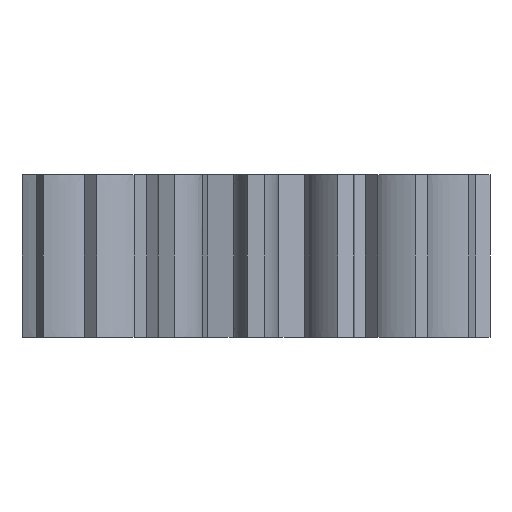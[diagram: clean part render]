
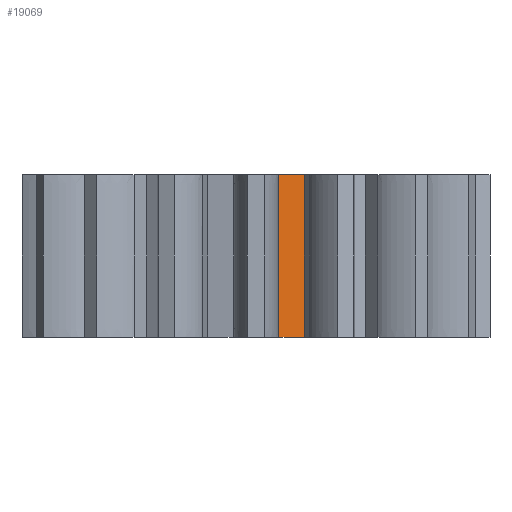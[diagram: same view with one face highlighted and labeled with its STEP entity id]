
A CAD part, front view. The second image highlights one B-rep face of the part: STEP entity #19069.
In plain terms, the highlighted face is a extrusion surface.
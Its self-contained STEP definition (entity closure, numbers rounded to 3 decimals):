
#93 = PLANE('',#94);
#94 = AXIS2_PLACEMENT_3D('',#95,#96,#97);
#95 = CARTESIAN_POINT('',(0.,0.,6.25));
#96 = DIRECTION('',(0.,0.,1.));
#97 = DIRECTION('',(1.,0.,0.));
#168 = PLANE('',#169);
#169 = AXIS2_PLACEMENT_3D('',#170,#171,#172);
#170 = CARTESIAN_POINT('',(0.,0.,0.));
#171 = DIRECTION('',(0.,0.,1.));
#172 = DIRECTION('',(1.,0.,0.));
#3873 = VERTEX_POINT('',#3874);
#3874 = CARTESIAN_POINT('',(0.762,-6.707,0.));
#3886 = SURFACE_OF_LINEAR_EXTRUSION('',#3887,#3890);
#3887 = B_SPLINE_CURVE_WITH_KNOTS('',1,(#3888,#3889),.UNSPECIFIED.,.F.,
  .F.,(2,2),(0.,0.768),.PIECEWISE_BEZIER_KNOTS.);
#3888 = CARTESIAN_POINT('',(0.848,-7.47,0.));
#3889 = CARTESIAN_POINT('',(0.762,-6.707,0.));
#3890 = VECTOR('',#3891,1.);
#3891 = DIRECTION('',(-0.,-0.,-1.));
#3899 = EDGE_CURVE('',#3873,#3900,#3902,.T.);
#3900 = VERTEX_POINT('',#3901);
#3901 = CARTESIAN_POINT('',(1.863,-6.488,0.));
#3902 = SURFACE_CURVE('',#3903,(#3906,#3912),.PCURVE_S1.);
#3903 = B_SPLINE_CURVE_WITH_KNOTS('',1,(#3904,#3905),.UNSPECIFIED.,.F.,
  .F.,(2,2),(0.,1.123),.PIECEWISE_BEZIER_KNOTS.);
#3904 = CARTESIAN_POINT('',(0.762,-6.707,0.));
#3905 = CARTESIAN_POINT('',(1.863,-6.488,0.));
#3906 = PCURVE('',#168,#3907);
#3907 = DEFINITIONAL_REPRESENTATION('',(#3908),#3911);
#3908 = B_SPLINE_CURVE_WITH_KNOTS('',1,(#3909,#3910),.UNSPECIFIED.,.F.,
  .F.,(2,2),(0.,1.123),.PIECEWISE_BEZIER_KNOTS.);
#3909 = CARTESIAN_POINT('',(0.762,-6.707));
#3910 = CARTESIAN_POINT('',(1.863,-6.488));
#3911 = ( GEOMETRIC_REPRESENTATION_CONTEXT(2) 
PARAMETRIC_REPRESENTATION_CONTEXT() REPRESENTATION_CONTEXT('2D SPACE',''
  ) );
#3912 = PCURVE('',#3913,#3919);
#3913 = SURFACE_OF_LINEAR_EXTRUSION('',#3914,#3917);
#3914 = B_SPLINE_CURVE_WITH_KNOTS('',1,(#3915,#3916),.UNSPECIFIED.,.F.,
  .F.,(2,2),(0.,1.123),.PIECEWISE_BEZIER_KNOTS.);
#3915 = CARTESIAN_POINT('',(0.762,-6.707,0.));
#3916 = CARTESIAN_POINT('',(1.863,-6.488,0.));
#3917 = VECTOR('',#3918,1.);
#3918 = DIRECTION('',(-0.,-0.,-1.));
#3919 = DEFINITIONAL_REPRESENTATION('',(#3920),#3924);
#3920 = LINE('',#3921,#3922);
#3921 = CARTESIAN_POINT('',(0.,0.));
#3922 = VECTOR('',#3923,1.);
#3923 = DIRECTION('',(1.,0.));
#3924 = ( GEOMETRIC_REPRESENTATION_CONTEXT(2) 
PARAMETRIC_REPRESENTATION_CONTEXT() REPRESENTATION_CONTEXT('2D SPACE',''
  ) );
#3940 = SURFACE_OF_LINEAR_EXTRUSION('',#3941,#3944);
#3941 = B_SPLINE_CURVE_WITH_KNOTS('',1,(#3942,#3943),.UNSPECIFIED.,.F.,
  .F.,(2,2),(0.,0.768),.PIECEWISE_BEZIER_KNOTS.);
#3942 = CARTESIAN_POINT('',(1.863,-6.488,0.));
#3943 = CARTESIAN_POINT('',(2.075,-7.226,0.));
#3944 = VECTOR('',#3945,1.);
#3945 = DIRECTION('',(-0.,-0.,-1.));
#7307 = VERTEX_POINT('',#7308);
#7308 = CARTESIAN_POINT('',(0.762,-6.707,6.25));
#7327 = EDGE_CURVE('',#7307,#7328,#7330,.T.);
#7328 = VERTEX_POINT('',#7329);
#7329 = CARTESIAN_POINT('',(1.863,-6.488,6.25));
#7330 = SURFACE_CURVE('',#7331,(#7334,#7340),.PCURVE_S1.);
#7331 = B_SPLINE_CURVE_WITH_KNOTS('',1,(#7332,#7333),.UNSPECIFIED.,.F.,
  .F.,(2,2),(0.,1.123),.PIECEWISE_BEZIER_KNOTS.);
#7332 = CARTESIAN_POINT('',(0.762,-6.707,6.25));
#7333 = CARTESIAN_POINT('',(1.863,-6.488,6.25));
#7334 = PCURVE('',#93,#7335);
#7335 = DEFINITIONAL_REPRESENTATION('',(#7336),#7339);
#7336 = B_SPLINE_CURVE_WITH_KNOTS('',1,(#7337,#7338),.UNSPECIFIED.,.F.,
  .F.,(2,2),(0.,1.123),.PIECEWISE_BEZIER_KNOTS.);
#7337 = CARTESIAN_POINT('',(0.762,-6.707));
#7338 = CARTESIAN_POINT('',(1.863,-6.488));
#7339 = ( GEOMETRIC_REPRESENTATION_CONTEXT(2) 
PARAMETRIC_REPRESENTATION_CONTEXT() REPRESENTATION_CONTEXT('2D SPACE',''
  ) );
#7340 = PCURVE('',#3913,#7341);
#7341 = DEFINITIONAL_REPRESENTATION('',(#7342),#7346);
#7342 = LINE('',#7343,#7344);
#7343 = CARTESIAN_POINT('',(0.,-6.25));
#7344 = VECTOR('',#7345,1.);
#7345 = DIRECTION('',(1.,0.));
#7346 = ( GEOMETRIC_REPRESENTATION_CONTEXT(2) 
PARAMETRIC_REPRESENTATION_CONTEXT() REPRESENTATION_CONTEXT('2D SPACE',''
  ) );
#19019 = EDGE_CURVE('',#3900,#7328,#19020,.T.);
#19020 = SURFACE_CURVE('',#19021,(#19025,#19032),.PCURVE_S1.);
#19021 = LINE('',#19022,#19023);
#19022 = CARTESIAN_POINT('',(1.863,-6.488,0.));
#19023 = VECTOR('',#19024,1.);
#19024 = DIRECTION('',(0.,0.,1.));
#19025 = PCURVE('',#3940,#19026);
#19026 = DEFINITIONAL_REPRESENTATION('',(#19027),#19031);
#19027 = LINE('',#19028,#19029);
#19028 = CARTESIAN_POINT('',(0.,0.));
#19029 = VECTOR('',#19030,1.);
#19030 = DIRECTION('',(0.,-1.));
#19031 = ( GEOMETRIC_REPRESENTATION_CONTEXT(2) 
PARAMETRIC_REPRESENTATION_CONTEXT() REPRESENTATION_CONTEXT('2D SPACE',''
  ) );
#19032 = PCURVE('',#3913,#19033);
#19033 = DEFINITIONAL_REPRESENTATION('',(#19034),#19038);
#19034 = LINE('',#19035,#19036);
#19035 = CARTESIAN_POINT('',(1.123,0.));
#19036 = VECTOR('',#19037,1.);
#19037 = DIRECTION('',(0.,-1.));
#19038 = ( GEOMETRIC_REPRESENTATION_CONTEXT(2) 
PARAMETRIC_REPRESENTATION_CONTEXT() REPRESENTATION_CONTEXT('2D SPACE',''
  ) );
#19069 = ADVANCED_FACE('',(#19070),#3913,.F.);
#19070 = FACE_BOUND('',#19071,.F.);
#19071 = EDGE_LOOP('',(#19072,#19093,#19094,#19095));
#19072 = ORIENTED_EDGE('',*,*,#19073,.T.);
#19073 = EDGE_CURVE('',#3873,#7307,#19074,.T.);
#19074 = SURFACE_CURVE('',#19075,(#19079,#19086),.PCURVE_S1.);
#19075 = LINE('',#19076,#19077);
#19076 = CARTESIAN_POINT('',(0.762,-6.707,0.));
#19077 = VECTOR('',#19078,1.);
#19078 = DIRECTION('',(0.,0.,1.));
#19079 = PCURVE('',#3913,#19080);
#19080 = DEFINITIONAL_REPRESENTATION('',(#19081),#19085);
#19081 = LINE('',#19082,#19083);
#19082 = CARTESIAN_POINT('',(0.,0.));
#19083 = VECTOR('',#19084,1.);
#19084 = DIRECTION('',(0.,-1.));
#19085 = ( GEOMETRIC_REPRESENTATION_CONTEXT(2) 
PARAMETRIC_REPRESENTATION_CONTEXT() REPRESENTATION_CONTEXT('2D SPACE',''
  ) );
#19086 = PCURVE('',#3886,#19087);
#19087 = DEFINITIONAL_REPRESENTATION('',(#19088),#19092);
#19088 = LINE('',#19089,#19090);
#19089 = CARTESIAN_POINT('',(0.768,0.));
#19090 = VECTOR('',#19091,1.);
#19091 = DIRECTION('',(0.,-1.));
#19092 = ( GEOMETRIC_REPRESENTATION_CONTEXT(2) 
PARAMETRIC_REPRESENTATION_CONTEXT() REPRESENTATION_CONTEXT('2D SPACE',''
  ) );
#19093 = ORIENTED_EDGE('',*,*,#7327,.T.);
#19094 = ORIENTED_EDGE('',*,*,#19019,.F.);
#19095 = ORIENTED_EDGE('',*,*,#3899,.F.);
